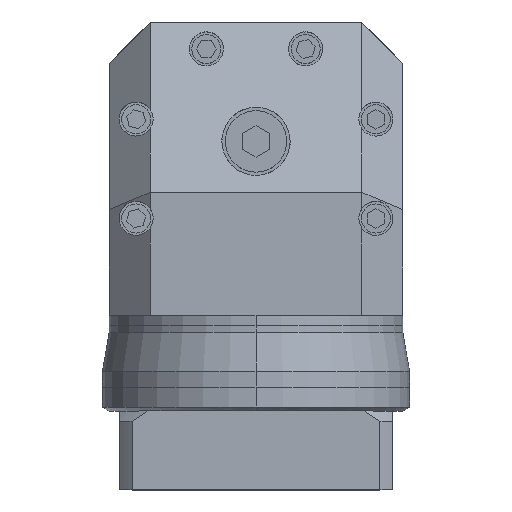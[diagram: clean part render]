
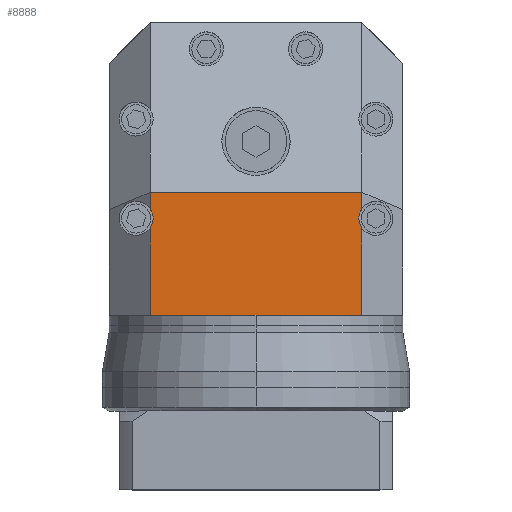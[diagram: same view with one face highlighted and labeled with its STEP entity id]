
A CAD part, top view. The second image highlights one B-rep face of the part: STEP entity #8888.
In plain terms, the highlighted planar face has unit normal (0, 0, 1).
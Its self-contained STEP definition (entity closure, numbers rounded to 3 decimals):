
#66 = CARTESIAN_POINT ( 'NONE',  ( -43., -43., 86. ) ) ;
#67 = EDGE_CURVE ( 'NONE', #12310, #6293, #7341, .T. ) ;
#326 = DIRECTION ( 'NONE',  ( 0., 1., 0. ) ) ;
#416 = ORIENTED_EDGE ( 'NONE', *, *, #1885, .F. ) ;
#764 = LINE ( 'NONE', #8052, #3137 ) ;
#957 = DIRECTION ( 'NONE',  ( 0., -1., 0. ) ) ;
#1078 = CARTESIAN_POINT ( 'NONE',  ( -35.107, -14.542, 86. ) ) ;
#1106 = EDGE_CURVE ( 'NONE', #7222, #3991, #8214, .T. ) ;
#1107 = DIRECTION ( 'NONE',  ( 1., 0., 0. ) ) ;
#1638 = DIRECTION ( 'NONE',  ( 1., 0., 0. ) ) ;
#1774 = DIRECTION ( 'NONE',  ( 0., 0., 1. ) ) ;
#1778 = EDGE_CURVE ( 'NONE', #8674, #9744, #11859, .T. ) ;
#1885 = EDGE_CURVE ( 'NONE', #10543, #8049, #12961, .T. ) ;
#1965 = ORIENTED_EDGE ( 'NONE', *, *, #1778, .T. ) ;
#2049 = DIRECTION ( 'NONE',  ( 0., 0., 1. ) ) ;
#2098 = DIRECTION ( 'NONE',  ( 1., 0., 0. ) ) ;
#2121 = EDGE_CURVE ( 'NONE', #6293, #6651, #10096, .T. ) ;
#2221 = CARTESIAN_POINT ( 'NONE',  ( 0., -7., 86. ) ) ;
#2288 = CARTESIAN_POINT ( 'NONE',  ( 0., 0., 86. ) ) ;
#2297 = VECTOR ( 'NONE', #1107, 1000. ) ;
#2486 = EDGE_CURVE ( 'NONE', #12310, #7222, #11097, .T. ) ;
#2713 = CARTESIAN_POINT ( 'NONE',  ( -31., -7., 86. ) ) ;
#3137 = VECTOR ( 'NONE', #957, 1000. ) ;
#3318 = PLANE ( 'NONE',  #10441 ) ;
#3447 = EDGE_CURVE ( 'NONE', #9744, #9302, #7101, .T. ) ;
#3471 = CARTESIAN_POINT ( 'NONE',  ( 30.107, -14.542, 86. ) ) ;
#3494 = CARTESIAN_POINT ( 'NONE',  ( 31., 0., 86. ) ) ;
#3540 = DIRECTION ( 'NONE',  ( 1., 0., 0. ) ) ;
#3596 = ORIENTED_EDGE ( 'NONE', *, *, #3447, .T. ) ;
#3602 = CARTESIAN_POINT ( 'NONE',  ( -31., 0., 86. ) ) ;
#3676 = CARTESIAN_POINT ( 'NONE',  ( -31., -17.393, 86. ) ) ;
#3730 = ORIENTED_EDGE ( 'NONE', *, *, #6164, .T. ) ;
#3737 = VECTOR ( 'NONE', #10604, 1000. ) ;
#3808 = CARTESIAN_POINT ( 'NONE',  ( 31., -11.691, 86. ) ) ;
#3844 = AXIS2_PLACEMENT_3D ( 'NONE', #11611, #5524, #12616 ) ;
#3867 = CARTESIAN_POINT ( 'NONE',  ( 31., -17.393, 86. ) ) ;
#3991 = VERTEX_POINT ( 'NONE', #8370 ) ;
#4135 = FACE_OUTER_BOUND ( 'NONE', #9318, .T. ) ;
#4327 = DIRECTION ( 'NONE',  ( -1., 0., 0. ) ) ;
#5382 = ORIENTED_EDGE ( 'NONE', *, *, #7334, .T. ) ;
#5397 = CARTESIAN_POINT ( 'NONE',  ( 31., 0., 86. ) ) ;
#5405 = CARTESIAN_POINT ( 'NONE',  ( 31., -7., 86. ) ) ;
#5524 = DIRECTION ( 'NONE',  ( 0., 0., 1. ) ) ;
#5629 = AXIS2_PLACEMENT_3D ( 'NONE', #1078, #8162, #2098 ) ;
#5862 = VECTOR ( 'NONE', #3540, 1000. ) ;
#6164 = EDGE_CURVE ( 'NONE', #9302, #6651, #764, .T. ) ;
#6293 = VERTEX_POINT ( 'NONE', #10283 ) ;
#6647 = DIRECTION ( 'NONE',  ( 0., -1., 0. ) ) ;
#6651 = VERTEX_POINT ( 'NONE', #12021 ) ;
#6995 = CARTESIAN_POINT ( 'NONE',  ( -31., -43., 86. ) ) ;
#7101 = LINE ( 'NONE', #2221, #11872 ) ;
#7191 = ORIENTED_EDGE ( 'NONE', *, *, #12043, .F. ) ;
#7221 = AXIS2_PLACEMENT_3D ( 'NONE', #8112, #2049, #9156 ) ;
#7222 = VERTEX_POINT ( 'NONE', #6995 ) ;
#7331 = DIRECTION ( 'NONE',  ( -1., 0., 0. ) ) ;
#7334 = EDGE_CURVE ( 'NONE', #3991, #7555, #10407, .T. ) ;
#7341 = CIRCLE ( 'NONE', #11573, 5. ) ;
#7555 = VERTEX_POINT ( 'NONE', #8565 ) ;
#7975 = CARTESIAN_POINT ( 'NONE',  ( -43., -43., 86. ) ) ;
#8049 = VERTEX_POINT ( 'NONE', #3867 ) ;
#8052 = CARTESIAN_POINT ( 'NONE',  ( -31., 0., 86. ) ) ;
#8112 = CARTESIAN_POINT ( 'NONE',  ( 35.107, -14.542, 86. ) ) ;
#8162 = DIRECTION ( 'NONE',  ( 0., 0., 1. ) ) ;
#8214 = LINE ( 'NONE', #7975, #5862 ) ;
#8370 = CARTESIAN_POINT ( 'NONE',  ( 0., -43., 86. ) ) ;
#8393 = VECTOR ( 'NONE', #6647, 1000. ) ;
#8565 = CARTESIAN_POINT ( 'NONE',  ( 31., -43., 86. ) ) ;
#8674 = VERTEX_POINT ( 'NONE', #3808 ) ;
#8763 = CIRCLE ( 'NONE', #7221, 5. ) ;
#8888 = ADVANCED_FACE ( 'NONE', ( #4135 ), #3318, .F. ) ;
#8911 = EDGE_CURVE ( 'NONE', #7555, #8049, #8925, .T. ) ;
#8923 = CARTESIAN_POINT ( 'NONE',  ( -35.107, -14.542, 86. ) ) ;
#8925 = LINE ( 'NONE', #5397, #11941 ) ;
#9156 = DIRECTION ( 'NONE',  ( 1., 0., 0. ) ) ;
#9302 = VERTEX_POINT ( 'NONE', #2713 ) ;
#9318 = EDGE_LOOP ( 'NONE', ( #3730, #9826, #11723, #10898, #11978, #5382, #11049, #416, #7191, #1965, #3596 ) ) ;
#9744 = VERTEX_POINT ( 'NONE', #5405 ) ;
#9826 = ORIENTED_EDGE ( 'NONE', *, *, #2121, .F. ) ;
#10096 = CIRCLE ( 'NONE', #5629, 5. ) ;
#10283 = CARTESIAN_POINT ( 'NONE',  ( -30.107, -14.542, 86. ) ) ;
#10407 = LINE ( 'NONE', #66, #2297 ) ;
#10423 = DIRECTION ( 'NONE',  ( 0., 0., -1. ) ) ;
#10441 = AXIS2_PLACEMENT_3D ( 'NONE', #2288, #10423, #4327 ) ;
#10543 = VERTEX_POINT ( 'NONE', #3471 ) ;
#10604 = DIRECTION ( 'NONE',  ( 0., 1., 0. ) ) ;
#10898 = ORIENTED_EDGE ( 'NONE', *, *, #2486, .T. ) ;
#11049 = ORIENTED_EDGE ( 'NONE', *, *, #8911, .T. ) ;
#11097 = LINE ( 'NONE', #3602, #8393 ) ;
#11573 = AXIS2_PLACEMENT_3D ( 'NONE', #8923, #1774, #1638 ) ;
#11611 = CARTESIAN_POINT ( 'NONE',  ( 35.107, -14.542, 86. ) ) ;
#11723 = ORIENTED_EDGE ( 'NONE', *, *, #67, .F. ) ;
#11859 = LINE ( 'NONE', #3494, #3737 ) ;
#11872 = VECTOR ( 'NONE', #7331, 1000. ) ;
#11941 = VECTOR ( 'NONE', #326, 1000. ) ;
#11978 = ORIENTED_EDGE ( 'NONE', *, *, #1106, .T. ) ;
#12021 = CARTESIAN_POINT ( 'NONE',  ( -31., -11.691, 86. ) ) ;
#12043 = EDGE_CURVE ( 'NONE', #8674, #10543, #8763, .T. ) ;
#12310 = VERTEX_POINT ( 'NONE', #3676 ) ;
#12616 = DIRECTION ( 'NONE',  ( 1., 0., 0. ) ) ;
#12961 = CIRCLE ( 'NONE', #3844, 5. ) ;
